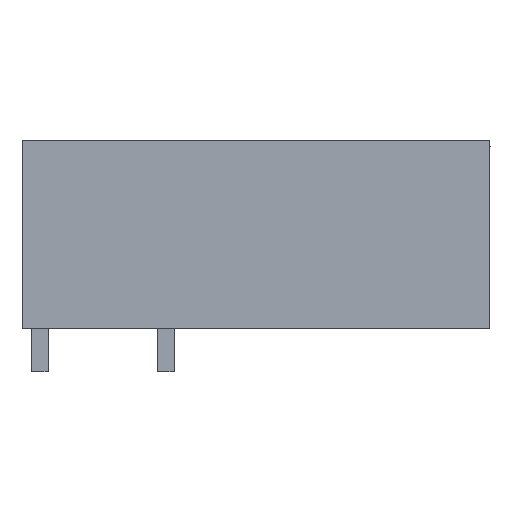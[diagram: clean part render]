
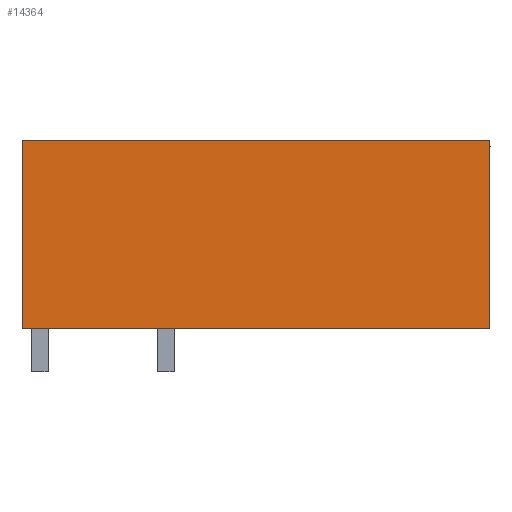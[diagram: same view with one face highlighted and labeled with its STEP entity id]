
A CAD part, left-side view. The second image highlights one B-rep face of the part: STEP entity #14364.
In plain terms, the highlighted planar face has unit normal (-1, 0, 0).
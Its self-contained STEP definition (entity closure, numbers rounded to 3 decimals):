
#14356=AXIS2_PLACEMENT_3D('Plane Axis2P3D',#14353,#14354,#14355) ;
#1230=CARTESIAN_POINT('Vertex',(0.,28.3,2.6)) ;
#1233=CARTESIAN_POINT('Line Origine',(0.,28.3,8.3)) ;
#1237=CARTESIAN_POINT('Vertex',(0.,28.3,14.)) ;
#1502=CARTESIAN_POINT('Line Origine',(0.,14.15,14.)) ;
#1506=CARTESIAN_POINT('Vertex',(0.,0.,14.)) ;
#3138=CARTESIAN_POINT('Vertex',(0.,0.,2.6)) ;
#3294=CARTESIAN_POINT('Line Origine',(0.,0.,8.3)) ;
#4078=CARTESIAN_POINT('Line Origine',(0.,14.15,2.6)) ;
#14353=CARTESIAN_POINT('Axis2P3D Location',(0.,0.,14.)) ;
#1234=DIRECTION('Vector Direction',(0.,0.,-1.)) ;
#1503=DIRECTION('Vector Direction',(0.,1.,0.)) ;
#3295=DIRECTION('Vector Direction',(0.,0.,-1.)) ;
#4079=DIRECTION('Vector Direction',(0.,1.,0.)) ;
#14354=DIRECTION('Axis2P3D Direction',(1.,-0.,0.)) ;
#14355=DIRECTION('Axis2P3D XDirection',(0.,0.,-1.)) ;
#1235=VECTOR('Line Direction',#1234,1.) ;
#1504=VECTOR('Line Direction',#1503,1.) ;
#3296=VECTOR('Line Direction',#3295,1.) ;
#4080=VECTOR('Line Direction',#4079,1.) ;
#14359=ORIENTED_EDGE('',*,*,#3298,.F.) ;
#14360=ORIENTED_EDGE('',*,*,#1508,.T.) ;
#14361=ORIENTED_EDGE('',*,*,#1239,.T.) ;
#14362=ORIENTED_EDGE('',*,*,#4082,.F.) ;
#14364=ADVANCED_FACE('housing',(#14363),#14357,.F.) ;
#1239=EDGE_CURVE('',#1238,#1231,#1236,.T.) ;
#1508=EDGE_CURVE('',#1507,#1238,#1505,.T.) ;
#3298=EDGE_CURVE('',#1507,#3139,#3297,.T.) ;
#4082=EDGE_CURVE('',#3139,#1231,#4081,.T.) ;
#14358=EDGE_LOOP('',(#14359,#14360,#14361,#14362)) ;
#14363=FACE_OUTER_BOUND('',#14358,.T.) ;
#1236=LINE('Line',#1233,#1235) ;
#1505=LINE('Line',#1502,#1504) ;
#3297=LINE('Line',#3294,#3296) ;
#4081=LINE('Line',#4078,#4080) ;
#14357=PLANE('',#14356) ;
#1231=VERTEX_POINT('',#1230) ;
#1238=VERTEX_POINT('',#1237) ;
#1507=VERTEX_POINT('',#1506) ;
#3139=VERTEX_POINT('',#3138) ;
